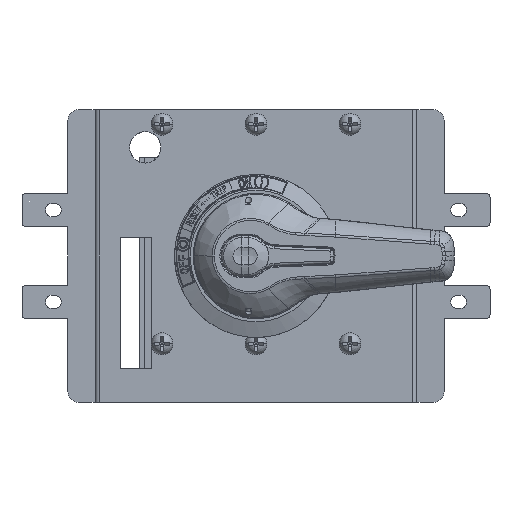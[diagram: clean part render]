
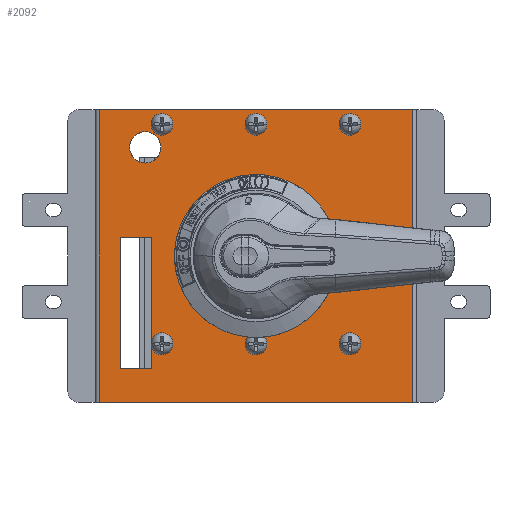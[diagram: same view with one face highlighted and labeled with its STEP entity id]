
A CAD part, front view. The second image highlights one B-rep face of the part: STEP entity #2092.
In plain terms, the highlighted face is planar.
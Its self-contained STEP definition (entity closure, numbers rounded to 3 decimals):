
#57=DIRECTION('',(0.,0.,1.));
#58=VECTOR('',#57,150.);
#59=CARTESIAN_POINT('',(0.,-17.8,-75.));
#60=LINE('',#59,#58);
#85=CARTESIAN_POINT('',(70.,-17.8,0.));
#86=DIRECTION('',(0.,1.,0.));
#87=DIRECTION('',(1.,0.,0.));
#88=AXIS2_PLACEMENT_3D('',#85,#86,#87);
#90=CARTESIAN_POINT('',(70.,-17.8,0.));
#91=DIRECTION('',(0.,1.,0.));
#92=DIRECTION('',(-1.,0.,0.));
#93=AXIS2_PLACEMENT_3D('',#90,#91,#92);
#95=CARTESIAN_POINT('',(50.,-17.8,20.));
#96=DIRECTION('',(0.,1.,0.));
#97=DIRECTION('',(-1.,0.,0.));
#98=AXIS2_PLACEMENT_3D('',#95,#96,#97);
#100=CARTESIAN_POINT('',(50.,-17.8,20.));
#101=DIRECTION('',(0.,1.,0.));
#102=DIRECTION('',(1.,0.,0.));
#103=AXIS2_PLACEMENT_3D('',#100,#101,#102);
#105=CARTESIAN_POINT('',(122.,-17.8,-53.));
#106=DIRECTION('',(0.,1.,0.));
#107=DIRECTION('',(-1.,0.,0.));
#108=AXIS2_PLACEMENT_3D('',#105,#106,#107);
#110=CARTESIAN_POINT('',(122.,-17.8,-53.));
#111=DIRECTION('',(0.,1.,0.));
#112=DIRECTION('',(1.,0.,0.));
#113=AXIS2_PLACEMENT_3D('',#110,#111,#112);
#115=DIRECTION('',(0.,0.,-1.));
#116=VECTOR('',#115,15.);
#117=CARTESIAN_POINT('',(79.,-17.8,-50.));
#118=LINE('',#117,#116);
#119=DIRECTION('',(-1.,0.,0.));
#120=VECTOR('',#119,63.);
#121=CARTESIAN_POINT('',(79.,-17.8,-65.));
#122=LINE('',#121,#120);
#123=DIRECTION('',(0.,0.,1.));
#124=VECTOR('',#123,15.);
#125=CARTESIAN_POINT('',(16.,-17.8,-65.));
#126=LINE('',#125,#124);
#127=DIRECTION('',(1.,0.,0.));
#128=VECTOR('',#127,63.);
#129=CARTESIAN_POINT('',(16.,-17.8,-50.));
#130=LINE('',#129,#128);
#135=DIRECTION('',(-1.,0.,0.));
#136=VECTOR('',#135,140.);
#137=CARTESIAN_POINT('',(140.,-17.8,-75.));
#138=LINE('',#137,#136);
#455=DIRECTION('',(0.,0.,-1.));
#456=VECTOR('',#455,150.);
#457=CARTESIAN_POINT('',(140.,-17.8,75.));
#458=LINE('',#457,#456);
#893=DIRECTION('',(1.,0.,0.));
#894=VECTOR('',#893,140.);
#895=CARTESIAN_POINT('',(0.,-17.8,75.));
#896=LINE('',#895,#894);
#1547=CARTESIAN_POINT('',(0.,-17.8,-75.));
#1548=CARTESIAN_POINT('',(0.,-17.8,75.));
#1549=VERTEX_POINT('',#1547);
#1550=VERTEX_POINT('',#1548);
#1579=CARTESIAN_POINT('',(140.,-17.8,-75.));
#1580=VERTEX_POINT('',#1579);
#1581=CARTESIAN_POINT('',(140.,-17.8,75.));
#1582=VERTEX_POINT('',#1581);
#1583=CARTESIAN_POINT('',(88.,-17.8,0.));
#1584=CARTESIAN_POINT('',(52.,-17.8,0.));
#1585=VERTEX_POINT('',#1583);
#1586=VERTEX_POINT('',#1584);
#1950=CARTESIAN_POINT('',(46.,-17.8,20.));
#1951=CARTESIAN_POINT('',(54.,-17.8,20.));
#1952=VERTEX_POINT('',#1950);
#1953=VERTEX_POINT('',#1951);
#1954=CARTESIAN_POINT('',(114.5,-17.8,-53.));
#1955=CARTESIAN_POINT('',(129.5,-17.8,-53.));
#1956=VERTEX_POINT('',#1954);
#1957=VERTEX_POINT('',#1955);
#1990=CARTESIAN_POINT('',(79.,-17.8,-50.));
#1991=CARTESIAN_POINT('',(79.,-17.8,-65.));
#1992=VERTEX_POINT('',#1990);
#1993=VERTEX_POINT('',#1991);
#1994=CARTESIAN_POINT('',(16.,-17.8,-65.));
#1995=VERTEX_POINT('',#1994);
#1996=CARTESIAN_POINT('',(16.,-17.8,-50.));
#1997=VERTEX_POINT('',#1996);
#2050=CARTESIAN_POINT('',(0.,-17.8,27.6));
#2051=DIRECTION('',(0.,1.,0.));
#2052=DIRECTION('',(0.,0.,1.));
#2053=AXIS2_PLACEMENT_3D('',#2050,#2051,#2052);
#2054=PLANE('',#2053);
#2055=ORIENTED_EDGE('',*,*,#2015,.F.);
#2057=ORIENTED_EDGE('',*,*,#2056,.F.);
#2059=ORIENTED_EDGE('',*,*,#2058,.F.);
#2061=ORIENTED_EDGE('',*,*,#2060,.F.);
#2062=EDGE_LOOP('',(#2055,#2057,#2059,#2061));
#2063=FACE_OUTER_BOUND('',#2062,.F.);
#2065=ORIENTED_EDGE('',*,*,#2064,.T.);
#2067=ORIENTED_EDGE('',*,*,#2066,.T.);
#2068=EDGE_LOOP('',(#2065,#2067));
#2069=FACE_BOUND('',#2068,.F.);
#2071=ORIENTED_EDGE('',*,*,#2070,.T.);
#2073=ORIENTED_EDGE('',*,*,#2072,.T.);
#2074=EDGE_LOOP('',(#2071,#2073));
#2075=FACE_BOUND('',#2074,.F.);
#2077=ORIENTED_EDGE('',*,*,#2076,.T.);
#2079=ORIENTED_EDGE('',*,*,#2078,.T.);
#2080=EDGE_LOOP('',(#2077,#2079));
#2081=FACE_BOUND('',#2080,.F.);
#2083=ORIENTED_EDGE('',*,*,#2082,.T.);
#2085=ORIENTED_EDGE('',*,*,#2084,.T.);
#2087=ORIENTED_EDGE('',*,*,#2086,.T.);
#2089=ORIENTED_EDGE('',*,*,#2088,.T.);
#2090=EDGE_LOOP('',(#2083,#2085,#2087,#2089));
#2091=FACE_BOUND('',#2090,.F.);
#2092=ADVANCED_FACE('',(#2063,#2069,#2075,#2081,#2091),#2054,.T.);
#89=CIRCLE('',#88,18.);
#94=CIRCLE('',#93,18.);
#99=CIRCLE('',#98,4.);
#104=CIRCLE('',#103,4.);
#109=CIRCLE('',#108,7.5);
#114=CIRCLE('',#113,7.5);
#2015=EDGE_CURVE('',#1549,#1550,#60,.T.);
#2056=EDGE_CURVE('',#1580,#1549,#138,.T.);
#2058=EDGE_CURVE('',#1582,#1580,#458,.T.);
#2060=EDGE_CURVE('',#1550,#1582,#896,.T.);
#2064=EDGE_CURVE('',#1585,#1586,#89,.T.);
#2066=EDGE_CURVE('',#1586,#1585,#94,.T.);
#2070=EDGE_CURVE('',#1952,#1953,#99,.T.);
#2072=EDGE_CURVE('',#1953,#1952,#104,.T.);
#2076=EDGE_CURVE('',#1956,#1957,#109,.T.);
#2078=EDGE_CURVE('',#1957,#1956,#114,.T.);
#2082=EDGE_CURVE('',#1992,#1993,#118,.T.);
#2084=EDGE_CURVE('',#1993,#1995,#122,.T.);
#2086=EDGE_CURVE('',#1995,#1997,#126,.T.);
#2088=EDGE_CURVE('',#1997,#1992,#130,.T.);
